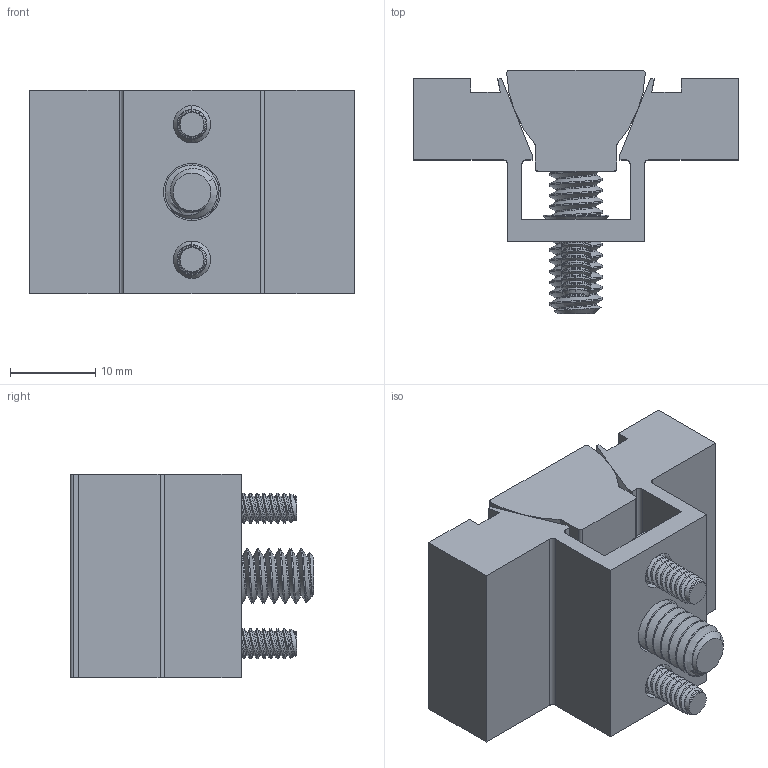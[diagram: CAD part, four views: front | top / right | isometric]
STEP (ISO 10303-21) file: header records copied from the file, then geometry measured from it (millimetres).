
FILE_DESCRIPTION (( 'STEP AP214' ), '1' );
FILE_NAME ('60080.STEP', '2017-08-03T19:20:55', ( 'Mike W' ), ( '' ), 'SwSTEP 2.0', 'SolidWorks 2017', '' );
FILE_SCHEMA (( 'AUTOMOTIVE_DESIGN' ));
Length unit declared in the file: inch
Products named in the file (5): 63238 FHCS_63238 FHSC; 607501_607501; 60125_60125; 60320_60320; 60080
Assembly tree (5 placements, depth 2):
  60080
    60320_60320
    60125_60125
    607501_607501
    63238 FHCS_63238 FHSC  x2
Bounding box: 38.1 x 28.57 x 23.88 mm (x, y, z)
Volume: 10730.7 mm3; surface area: 7429.5 mm2
Topology: 5 solids, 5 shells, 370 faces, 868 edges, 515 vertices
Faces by surface type: cylinder 168, cone 119, plane 77, torus 4, bspline 2
Entity records: 10485 total; most frequent: CARTESIAN_POINT 4499, ORIENTED_EDGE 1300, DIRECTION 1121, EDGE_CURVE 650, AXIS2_PLACEMENT_3D 411, VERTEX_POINT 398, VECTOR 299, LINE 299
